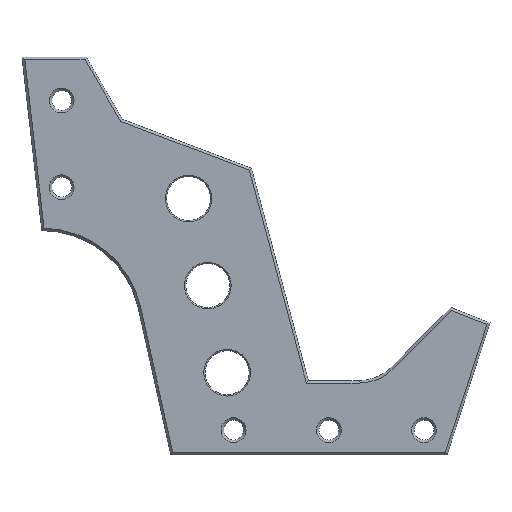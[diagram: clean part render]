
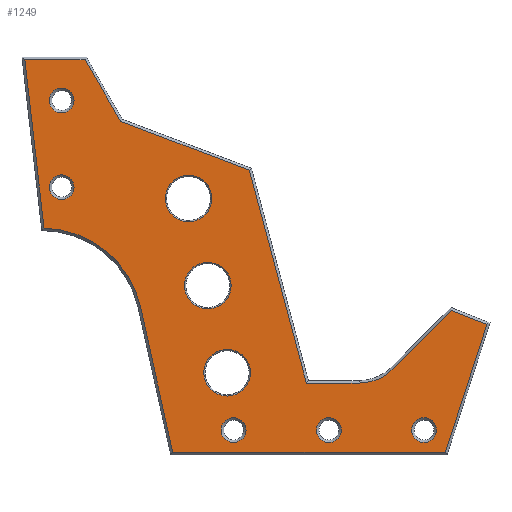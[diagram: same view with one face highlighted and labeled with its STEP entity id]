
A CAD part, left-side view. The second image highlights one B-rep face of the part: STEP entity #1249.
In plain terms, the highlighted planar face has unit normal (-1, 0, 0).
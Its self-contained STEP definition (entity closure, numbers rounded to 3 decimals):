
#108=LINE('',#2070,#193);
#109=LINE('',#2073,#194);
#110=LINE('',#2075,#195);
#111=LINE('',#2077,#196);
#112=LINE('',#2081,#197);
#113=LINE('',#2083,#198);
#114=LINE('',#2085,#199);
#115=LINE('',#2087,#200);
#116=LINE('',#2089,#201);
#117=LINE('',#2093,#202);
#118=LINE('',#2095,#203);
#193=VECTOR('',#1556,1000.);
#194=VECTOR('',#1557,1000.);
#195=VECTOR('',#1558,1000.);
#196=VECTOR('',#1559,1000.);
#197=VECTOR('',#1562,1000.);
#198=VECTOR('',#1563,1000.);
#199=VECTOR('',#1564,1000.);
#200=VECTOR('',#1565,1000.);
#201=VECTOR('',#1566,1000.);
#202=VECTOR('',#1569,1000.);
#203=VECTOR('',#1570,1000.);
#258=PLANE('',#1364);
#351=ORIENTED_EDGE('',*,*,#678,.T.);
#352=ORIENTED_EDGE('',*,*,#679,.T.);
#353=ORIENTED_EDGE('',*,*,#680,.T.);
#354=ORIENTED_EDGE('',*,*,#681,.T.);
#355=ORIENTED_EDGE('',*,*,#682,.T.);
#356=ORIENTED_EDGE('',*,*,#683,.T.);
#357=ORIENTED_EDGE('',*,*,#684,.T.);
#358=ORIENTED_EDGE('',*,*,#685,.T.);
#359=ORIENTED_EDGE('',*,*,#686,.T.);
#360=ORIENTED_EDGE('',*,*,#687,.T.);
#361=ORIENTED_EDGE('',*,*,#688,.T.);
#362=ORIENTED_EDGE('',*,*,#689,.T.);
#363=ORIENTED_EDGE('',*,*,#690,.T.);
#364=ORIENTED_EDGE('',*,*,#691,.T.);
#365=ORIENTED_EDGE('',*,*,#692,.T.);
#366=ORIENTED_EDGE('',*,*,#693,.T.);
#367=ORIENTED_EDGE('',*,*,#694,.T.);
#368=ORIENTED_EDGE('',*,*,#695,.T.);
#369=ORIENTED_EDGE('',*,*,#696,.T.);
#370=ORIENTED_EDGE('',*,*,#697,.T.);
#371=ORIENTED_EDGE('',*,*,#698,.T.);
#678=EDGE_CURVE('',#837,#837,#924,.T.);
#679=EDGE_CURVE('',#838,#838,#925,.T.);
#680=EDGE_CURVE('',#839,#839,#926,.T.);
#681=EDGE_CURVE('',#840,#841,#108,.T.);
#682=EDGE_CURVE('',#841,#842,#109,.T.);
#683=EDGE_CURVE('',#842,#843,#110,.T.);
#684=EDGE_CURVE('',#843,#844,#111,.T.);
#685=EDGE_CURVE('',#844,#845,#927,.T.);
#686=EDGE_CURVE('',#845,#846,#112,.T.);
#687=EDGE_CURVE('',#846,#847,#113,.T.);
#688=EDGE_CURVE('',#847,#848,#114,.T.);
#689=EDGE_CURVE('',#848,#849,#115,.T.);
#690=EDGE_CURVE('',#849,#850,#116,.T.);
#691=EDGE_CURVE('',#850,#851,#928,.T.);
#692=EDGE_CURVE('',#851,#852,#117,.T.);
#693=EDGE_CURVE('',#852,#840,#118,.T.);
#694=EDGE_CURVE('',#853,#853,#929,.T.);
#695=EDGE_CURVE('',#854,#854,#930,.T.);
#696=EDGE_CURVE('',#855,#855,#931,.T.);
#697=EDGE_CURVE('',#856,#856,#932,.T.);
#698=EDGE_CURVE('',#857,#857,#933,.T.);
#837=VERTEX_POINT('',#2065);
#838=VERTEX_POINT('',#2067);
#839=VERTEX_POINT('',#2069);
#840=VERTEX_POINT('',#2071);
#841=VERTEX_POINT('',#2072);
#842=VERTEX_POINT('',#2074);
#843=VERTEX_POINT('',#2076);
#844=VERTEX_POINT('',#2078);
#845=VERTEX_POINT('',#2080);
#846=VERTEX_POINT('',#2082);
#847=VERTEX_POINT('',#2084);
#848=VERTEX_POINT('',#2086);
#849=VERTEX_POINT('',#2088);
#850=VERTEX_POINT('',#2090);
#851=VERTEX_POINT('',#2092);
#852=VERTEX_POINT('',#2094);
#853=VERTEX_POINT('',#2097);
#854=VERTEX_POINT('',#2099);
#855=VERTEX_POINT('',#2101);
#856=VERTEX_POINT('',#2103);
#857=VERTEX_POINT('',#2105);
#924=CIRCLE('',#1365,4.7);
#925=CIRCLE('',#1366,4.7);
#926=CIRCLE('',#1367,4.7);
#927=CIRCLE('',#1368,20.422);
#928=CIRCLE('',#1369,9.75);
#929=CIRCLE('',#1370,2.5);
#930=CIRCLE('',#1371,2.5);
#931=CIRCLE('',#1372,2.5);
#932=CIRCLE('',#1373,2.5);
#933=CIRCLE('',#1374,2.5);
#977=EDGE_LOOP('',(#351));
#978=EDGE_LOOP('',(#352));
#979=EDGE_LOOP('',(#353));
#980=EDGE_LOOP('',(#354,#355,#356,#357,#358,#359,#360,#361,#362,#363,#364,
#365,#366));
#981=EDGE_LOOP('',(#367));
#982=EDGE_LOOP('',(#368));
#983=EDGE_LOOP('',(#369));
#984=EDGE_LOOP('',(#370));
#985=EDGE_LOOP('',(#371));
#1108=FACE_BOUND('',#977,.T.);
#1109=FACE_BOUND('',#978,.T.);
#1110=FACE_BOUND('',#979,.T.);
#1111=FACE_BOUND('',#980,.T.);
#1112=FACE_BOUND('',#981,.T.);
#1113=FACE_BOUND('',#982,.T.);
#1114=FACE_BOUND('',#983,.T.);
#1115=FACE_BOUND('',#984,.T.);
#1116=FACE_BOUND('',#985,.T.);
#1249=ADVANCED_FACE('',(#1108,#1109,#1110,#1111,#1112,#1113,#1114,#1115,
#1116),#258,.F.);
#1364=AXIS2_PLACEMENT_3D('',#2063,#1548,#1549);
#1365=AXIS2_PLACEMENT_3D('',#2064,#1550,#1551);
#1366=AXIS2_PLACEMENT_3D('',#2066,#1552,#1553);
#1367=AXIS2_PLACEMENT_3D('',#2068,#1554,#1555);
#1368=AXIS2_PLACEMENT_3D('',#2079,#1560,#1561);
#1369=AXIS2_PLACEMENT_3D('',#2091,#1567,#1568);
#1370=AXIS2_PLACEMENT_3D('',#2096,#1571,#1572);
#1371=AXIS2_PLACEMENT_3D('',#2098,#1573,#1574);
#1372=AXIS2_PLACEMENT_3D('',#2100,#1575,#1576);
#1373=AXIS2_PLACEMENT_3D('',#2102,#1577,#1578);
#1374=AXIS2_PLACEMENT_3D('',#2104,#1579,#1580);
#1548=DIRECTION('',(1.,0.,0.));
#1549=DIRECTION('',(0.,0.,-1.));
#1550=DIRECTION('',(1.,0.,0.));
#1551=DIRECTION('',(0.,0.,-1.));
#1552=DIRECTION('',(1.,0.,0.));
#1553=DIRECTION('',(0.,0.,-1.));
#1554=DIRECTION('',(1.,0.,0.));
#1555=DIRECTION('',(0.,0.,-1.));
#1556=DIRECTION('',(0.,0.935,0.355));
#1557=DIRECTION('',(0.,0.5,0.866));
#1558=DIRECTION('',(0.,1.,0.));
#1559=DIRECTION('',(0.,-0.114,-0.994));
#1560=DIRECTION('',(1.,0.,0.));
#1561=DIRECTION('',(0.,0.,-1.));
#1562=DIRECTION('',(0.,-0.216,-0.976));
#1563=DIRECTION('',(0.,-1.,0.));
#1564=DIRECTION('',(0.,-0.309,0.951));
#1565=DIRECTION('',(0.,0.931,0.366));
#1566=DIRECTION('',(0.,0.707,-0.707));
#1567=DIRECTION('',(1.,0.,0.));
#1568=DIRECTION('',(0.,0.,-1.));
#1569=DIRECTION('',(0.,1.,0.));
#1570=DIRECTION('',(0.,0.259,0.966));
#1571=DIRECTION('',(1.,0.,0.));
#1572=DIRECTION('',(0.,0.,-1.));
#1573=DIRECTION('',(1.,0.,0.));
#1574=DIRECTION('',(0.,0.,-1.));
#1575=DIRECTION('',(1.,0.,0.));
#1576=DIRECTION('',(0.,0.,-1.));
#1577=DIRECTION('',(1.,0.,0.));
#1578=DIRECTION('',(0.,0.,-1.));
#1579=DIRECTION('',(1.,0.,0.));
#1580=DIRECTION('',(0.,0.,-1.));
#2063=CARTESIAN_POINT('',(38.,38.995,20.827));
#2064=CARTESIAN_POINT('',(38.,1.62,12.079));
#2065=CARTESIAN_POINT('',(38.,1.62,7.379));
#2066=CARTESIAN_POINT('',(38.,5.504,29.654));
#2067=CARTESIAN_POINT('',(38.,5.504,24.954));
#2068=CARTESIAN_POINT('',(38.,9.389,47.23));
#2069=CARTESIAN_POINT('',(38.,9.389,42.53));
#2070=CARTESIAN_POINT('',(38.,24.205,63.214));
#2071=CARTESIAN_POINT('',(38.,-2.868,52.931));
#2072=CARTESIAN_POINT('',(38.,23.09,62.791));
#2073=CARTESIAN_POINT('',(38.,8.895,38.205));
#2074=CARTESIAN_POINT('',(38.,30.283,75.25));
#2075=CARTESIAN_POINT('',(38.,42.995,75.25));
#2076=CARTESIAN_POINT('',(38.,42.434,75.25));
#2077=CARTESIAN_POINT('',(38.,38.498,40.806));
#2078=CARTESIAN_POINT('',(38.,38.548,41.244));
#2079=CARTESIAN_POINT('',(38.,38.995,20.827));
#2080=CARTESIAN_POINT('',(38.,19.054,25.234));
#2081=CARTESIAN_POINT('',(38.,12.506,-4.392));
#2082=CARTESIAN_POINT('',(38.,12.593,-4.));
#2083=CARTESIAN_POINT('',(38.,-42.755,-4.));
#2084=CARTESIAN_POINT('',(38.,-42.392,-4.));
#2085=CARTESIAN_POINT('',(38.,-50.932,22.284));
#2086=CARTESIAN_POINT('',(38.,-50.787,21.836));
#2087=CARTESIAN_POINT('',(38.,-42.654,25.035));
#2088=CARTESIAN_POINT('',(38.,-43.677,24.633));
#2089=CARTESIAN_POINT('',(38.,-0.438,-18.606));
#2090=CARTESIAN_POINT('',(38.,-31.9,12.856));
#2091=CARTESIAN_POINT('',(38.,-25.005,19.75));
#2092=CARTESIAN_POINT('',(38.,-25.005,10.));
#2093=CARTESIAN_POINT('',(38.,-14.755,10.));
#2094=CARTESIAN_POINT('',(38.,-14.372,10.));
#2095=CARTESIAN_POINT('',(38.,-2.802,53.178));
#2096=CARTESIAN_POINT('',(38.,34.995,49.499));
#2097=CARTESIAN_POINT('',(38.,34.995,46.999));
#2098=CARTESIAN_POINT('',(38.,34.995,67.));
#2099=CARTESIAN_POINT('',(38.,34.995,64.5));
#2100=CARTESIAN_POINT('',(38.,-38.105,0.5));
#2101=CARTESIAN_POINT('',(38.,-38.105,-2.));
#2102=CARTESIAN_POINT('',(38.,-18.897,0.5));
#2103=CARTESIAN_POINT('',(38.,-18.897,-2.));
#2104=CARTESIAN_POINT('',(38.,0.308,0.5));
#2105=CARTESIAN_POINT('',(38.,0.308,-2.));
